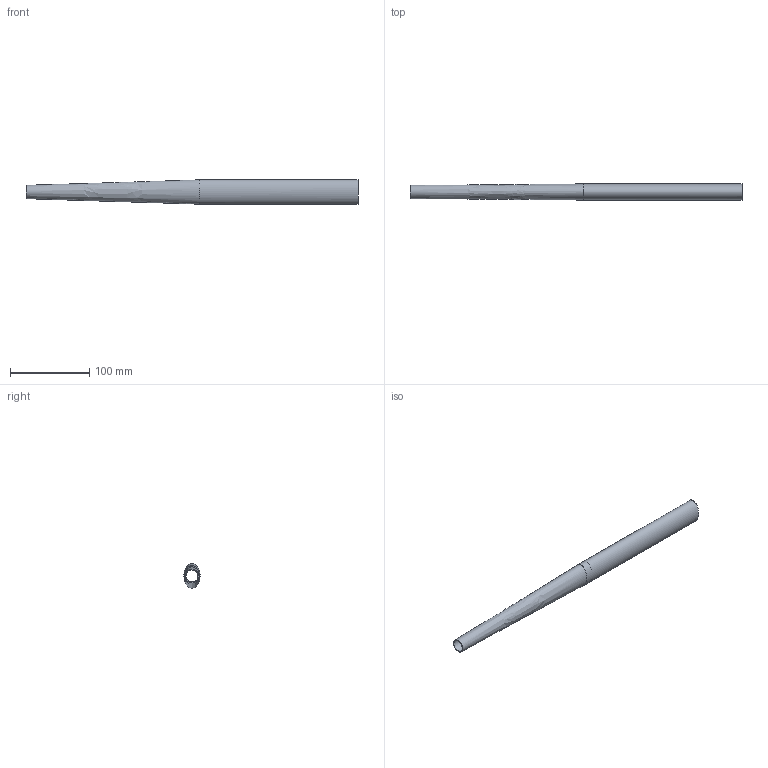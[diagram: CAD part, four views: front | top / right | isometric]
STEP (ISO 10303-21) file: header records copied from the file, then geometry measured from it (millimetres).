
FILE_DESCRIPTION(/* description */ (''),/* implementation_level */ '2;1');
FILE_NAME(/* name */ 'FT120 v1.step',/* time_stamp */ '2023-11-05T19:17:12Z',/* author */ (''),/* organization */ (''),/* preprocessor_version */ 'ST-DEVELOPER v20',/* originating_system */ 'Autodesk Translation Framework v12.14.0.127',/* authorisation */ '');
FILE_SCHEMA (('AUTOMOTIVE_DESIGN { 1 0 10303 214 3 1 1 }'));
Length unit declared in the file: millimetre
Products named in the file (1): FT120
Bounding box: 420 x 20.5 x 30.78 mm (x, y, z)
Volume: 28191.9 mm3; surface area: 59806.1 mm2
Topology: 1 solids, 1 shells, 8 faces, 13 edges, 8 vertices
Faces by surface type: bspline 5, plane 3
Entity records: 845 total; most frequent: CARTESIAN_POINT 686, ORIENTED_EDGE 26, DIRECTION 16, EDGE_CURVE 13, EDGE_LOOP 11, FACE_OUTER_BOUND 8, B_SPLINE_CURVE_WITH_KNOTS 8, VERTEX_POINT 8
